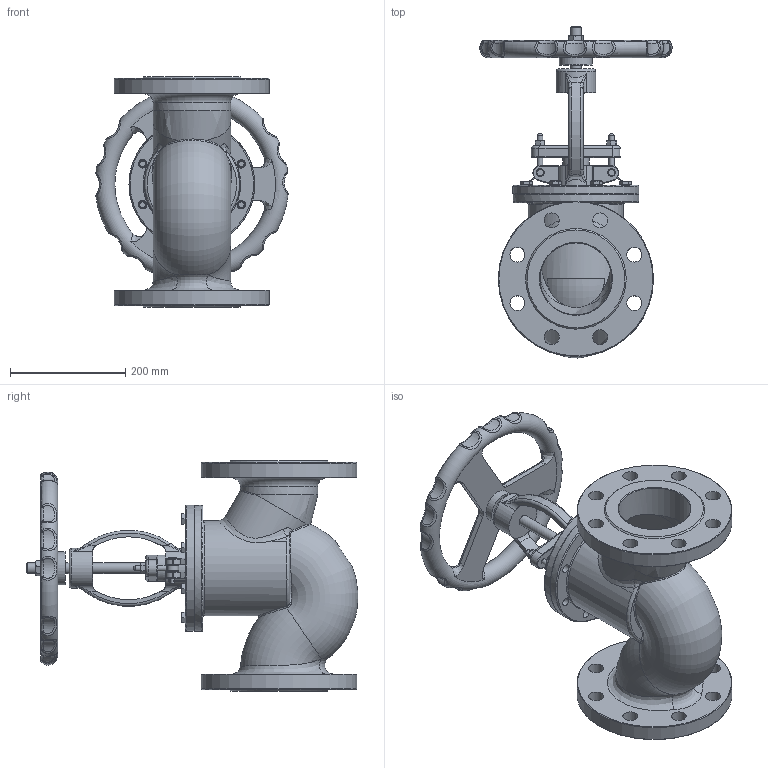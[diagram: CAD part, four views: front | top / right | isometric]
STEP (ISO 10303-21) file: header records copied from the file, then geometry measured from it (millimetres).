
FILE_DESCRIPTION(/* description */ (''),/* implementation_level */ '2;1');
FILE_NAME(/* name */ 'DN125_3D_STEP.stp',/* time_stamp */ '2025-04-20T13:02:21+03:00',/* author */ ('igorr'),/* organization */ (''),/* preprocessor_version */ 'ST-DEVELOPER v20',/* originating_system */ 'Autodesk Inventor 2025',/* authorisation */ '');
FILE_SCHEMA (('AUTOMOTIVE_DESIGN { 1 0 10303 214 3 1 1 }'));
Length unit declared in the file: millimetre
Products named in the file (6): Сборка1; Деталь1; Деталь2; ANSI B18.2.4.2M - M10x1,5; ANSI B18.2.4.2M - M16x2; AS 1110 - M12 x 20
Assembly tree (13 placements, depth 2):
  Сборка1
    Деталь1
    Деталь2
    ANSI B18.2.4.2M - M10x1,5  x2
    ANSI B18.2.4.2M - M16x2
    AS 1110 - M12 x 20  x8
Bounding box: 334.41 x 577.29 x 400 mm (x, y, z)
Volume: 9135319.9 mm3; surface area: 1046537.6 mm2
Topology: 13 solids, 14 shells, 787 faces, 1826 edges, 1087 vertices
Faces by surface type: plane 256, cylinder 182, bspline 125, cone 109, torus 85, sphere 30
Full cylindrical faces by diameter (mm): 1.61 x2, 2.3 x2, 6.9 x4, 8.376 x2, 9.2 x6, 12 x8, 13.8 x2, 13.835 x1, 14.738 x16, 15 x1, 18 x8, 18.4 x3, 26 x16, 36.8 x1, 46 x1, 57.5 x2, 69 x1, 125 x2, 135 x1, 165.635 x1, 218.836 x2, 270 x2
Entity records: 29100 total; most frequent: CARTESIAN_POINT 15114, ORIENTED_EDGE 2798, DIRECTION 2678, EDGE_CURVE 1399, AXIS2_PLACEMENT_3D 1162, VERTEX_POINT 848, EDGE_LOOP 715, CIRCLE 659
